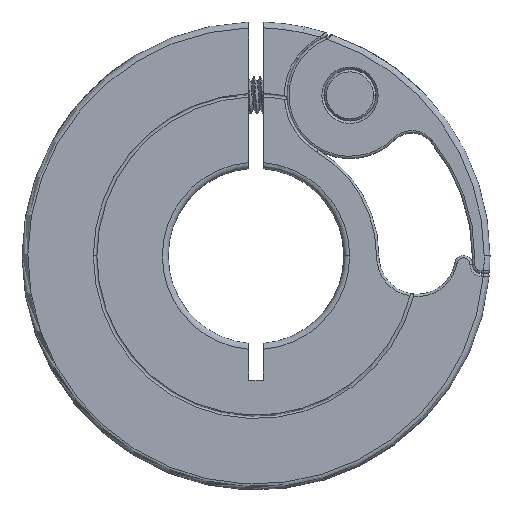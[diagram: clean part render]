
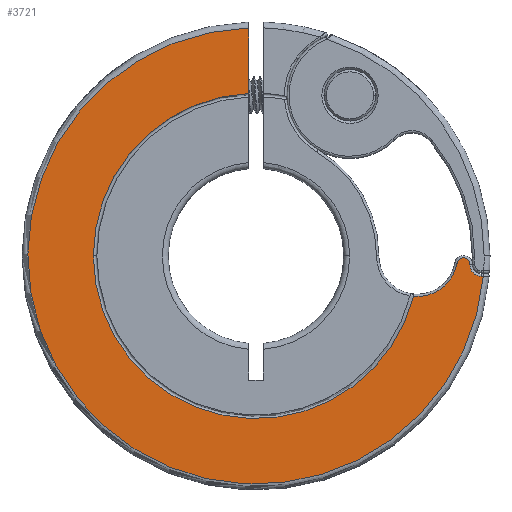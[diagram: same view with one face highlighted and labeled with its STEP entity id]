
A CAD part, top view. The second image highlights one B-rep face of the part: STEP entity #3721.
In plain terms, the highlighted planar face has unit normal (0, 0, 1).
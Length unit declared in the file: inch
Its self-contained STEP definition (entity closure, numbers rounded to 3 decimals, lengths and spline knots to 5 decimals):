
#69 = AXIS2_PLACEMENT_3D ( 'NONE', #924, #6236, #6746 ) ;
#201 = DIRECTION ( 'NONE',  ( 0., 1., 0. ) ) ;
#209 = CIRCLE ( 'NONE', #6443, 0.04782 ) ;
#407 = ORIENTED_EDGE ( 'NONE', *, *, #4397, .T. ) ;
#522 = DIRECTION ( 'NONE',  ( 0., 0., 1. ) ) ;
#617 = CARTESIAN_POINT ( 'NONE',  ( 0., 0., 0.25 ) ) ;
#646 = PLANE ( 'NONE',  #3843 ) ;
#749 = ORIENTED_EDGE ( 'NONE', *, *, #6260, .T. ) ;
#835 = CARTESIAN_POINT ( 'NONE',  ( -0.03125, 0.3737, 0.25 ) ) ;
#868 = VERTEX_POINT ( 'NONE', #5419 ) ;
#924 = CARTESIAN_POINT ( 'NONE',  ( 0., 0., 0.25 ) ) ;
#933 = CARTESIAN_POINT ( 'NONE',  ( -0.03125, 0.9745, 0.25 ) ) ;
#1169 = LINE ( 'NONE', #5002, #3836 ) ;
#1291 = CARTESIAN_POINT ( 'NONE',  ( 0.68844, 0., 0.25 ) ) ;
#1729 = ORIENTED_EDGE ( 'NONE', *, *, #8159, .F. ) ;
#1886 = CARTESIAN_POINT ( 'NONE',  ( 0.96203, -0.03903, 0.25 ) ) ;
#1936 = CIRCLE ( 'NONE', #5473, 0.17344 ) ;
#1985 = ORIENTED_EDGE ( 'NONE', *, *, #2803, .T. ) ;
#2128 = VERTEX_POINT ( 'NONE', #7223 ) ;
#2273 = VERTEX_POINT ( 'NONE', #6320 ) ;
#2417 = CARTESIAN_POINT ( 'NONE',  ( -0.03125, 0.6943, 0.25 ) ) ;
#2505 = CARTESIAN_POINT ( 'NONE',  ( 0.88645, -0.03597, 0.25 ) ) ;
#2642 = CIRCLE ( 'NONE', #7257, 0.02782 ) ;
#2656 = LINE ( 'NONE', #835, #5603 ) ;
#2684 = DIRECTION ( 'NONE',  ( 1., 0., 0. ) ) ;
#2803 = EDGE_CURVE ( 'NONE', #6917, #6072, #209, .T. ) ;
#2807 = DIRECTION ( 'NONE',  ( 1., 0., 0. ) ) ;
#3068 = CARTESIAN_POINT ( 'NONE',  ( 0.96203, -0.08685, 0.25 ) ) ;
#3079 = DIRECTION ( 'NONE',  ( 0., 0., 1. ) ) ;
#3353 = EDGE_CURVE ( 'NONE', #7732, #868, #3992, .T. ) ;
#3415 = DIRECTION ( 'NONE',  ( 0., 0., -1. ) ) ;
#3721 = ADVANCED_FACE ( 'NONE', ( #6164 ), #646, .T. ) ;
#3836 = VECTOR ( 'NONE', #5130, 39.37008 ) ;
#3843 = AXIS2_PLACEMENT_3D ( 'NONE', #8348, #5706, #5150 ) ;
#3876 = EDGE_CURVE ( 'NONE', #2273, #7174, #2642, .T. ) ;
#3957 = CARTESIAN_POINT ( 'NONE',  ( 0.88645, -0.03597, 0.25 ) ) ;
#3992 = CIRCLE ( 'NONE', #8025, 0.975 ) ;
#4036 = EDGE_CURVE ( 'NONE', #7359, #8152, #4143, .T. ) ;
#4143 = CIRCLE ( 'NONE', #69, 0.695 ) ;
#4397 = EDGE_CURVE ( 'NONE', #6072, #2273, #6762, .T. ) ;
#4446 = DIRECTION ( 'NONE',  ( 1., 0., 0. ) ) ;
#4682 = ORIENTED_EDGE ( 'NONE', *, *, #5940, .T. ) ;
#4998 = DIRECTION ( 'NONE',  ( 1., 0., 0. ) ) ;
#5002 = CARTESIAN_POINT ( 'NONE',  ( 0.96203, -0.08685, 0.25 ) ) ;
#5130 = DIRECTION ( 'NONE',  ( -1., 0., 0. ) ) ;
#5150 = DIRECTION ( 'NONE',  ( 1., 0., 0. ) ) ;
#5266 = CARTESIAN_POINT ( 'NONE',  ( 0.91425, -0.03709, 0.25 ) ) ;
#5310 = AXIS2_PLACEMENT_3D ( 'NONE', #6310, #3079, #4446 ) ;
#5419 = CARTESIAN_POINT ( 'NONE',  ( 0.97112, -0.08685, 0.25 ) ) ;
#5473 = AXIS2_PLACEMENT_3D ( 'NONE', #1291, #3415, #2684 ) ;
#5603 = VECTOR ( 'NONE', #201, 39.37008 ) ;
#5706 = DIRECTION ( 'NONE',  ( 0., 0., 1. ) ) ;
#5886 = EDGE_LOOP ( 'NONE', ( #7526, #4682, #1985, #407, #6196, #8245, #1729, #8000, #749 ) ) ;
#5940 = EDGE_CURVE ( 'NONE', #868, #6917, #1169, .T. ) ;
#6072 = VERTEX_POINT ( 'NONE', #5266 ) ;
#6164 = FACE_OUTER_BOUND ( 'NONE', #5886, .T. ) ;
#6196 = ORIENTED_EDGE ( 'NONE', *, *, #3876, .T. ) ;
#6220 = AXIS2_PLACEMENT_3D ( 'NONE', #3957, #6773, #2807 ) ;
#6236 = DIRECTION ( 'NONE',  ( 0., 0., 1. ) ) ;
#6260 = EDGE_CURVE ( 'NONE', #7359, #7732, #2656, .T. ) ;
#6265 = CARTESIAN_POINT ( 'NONE',  ( -0.695, 0., 0.25 ) ) ;
#6310 = CARTESIAN_POINT ( 'NONE',  ( 0., 0., 0.25 ) ) ;
#6320 = CARTESIAN_POINT ( 'NONE',  ( 0.91427, -0.03597, 0.25 ) ) ;
#6396 = DIRECTION ( 'NONE',  ( 0., 0., -1. ) ) ;
#6443 = AXIS2_PLACEMENT_3D ( 'NONE', #1886, #6396, #4998 ) ;
#6617 = EDGE_CURVE ( 'NONE', #7174, #2128, #1936, .T. ) ;
#6712 = CARTESIAN_POINT ( 'NONE',  ( 0.85908, -0.03099, 0.25 ) ) ;
#6746 = DIRECTION ( 'NONE',  ( 1., 0., 0. ) ) ;
#6762 = CIRCLE ( 'NONE', #6220, 0.02782 ) ;
#6773 = DIRECTION ( 'NONE',  ( 0., 0., 1. ) ) ;
#6917 = VERTEX_POINT ( 'NONE', #3068 ) ;
#7174 = VERTEX_POINT ( 'NONE', #6712 ) ;
#7223 = CARTESIAN_POINT ( 'NONE',  ( 0.67318, -0.17276, 0.25 ) ) ;
#7257 = AXIS2_PLACEMENT_3D ( 'NONE', #2505, #522, #8311 ) ;
#7359 = VERTEX_POINT ( 'NONE', #2417 ) ;
#7526 = ORIENTED_EDGE ( 'NONE', *, *, #3353, .T. ) ;
#7593 = CIRCLE ( 'NONE', #5310, 0.695 ) ;
#7691 = DIRECTION ( 'NONE',  ( 0., 0., 1. ) ) ;
#7732 = VERTEX_POINT ( 'NONE', #933 ) ;
#7777 = DIRECTION ( 'NONE',  ( 1., 0., 0. ) ) ;
#8000 = ORIENTED_EDGE ( 'NONE', *, *, #4036, .F. ) ;
#8025 = AXIS2_PLACEMENT_3D ( 'NONE', #617, #7691, #7777 ) ;
#8152 = VERTEX_POINT ( 'NONE', #6265 ) ;
#8159 = EDGE_CURVE ( 'NONE', #8152, #2128, #7593, .T. ) ;
#8245 = ORIENTED_EDGE ( 'NONE', *, *, #6617, .T. ) ;
#8311 = DIRECTION ( 'NONE',  ( 1., 0., 0. ) ) ;
#8348 = CARTESIAN_POINT ( 'NONE',  ( 0., 0., 0.25 ) ) ;
